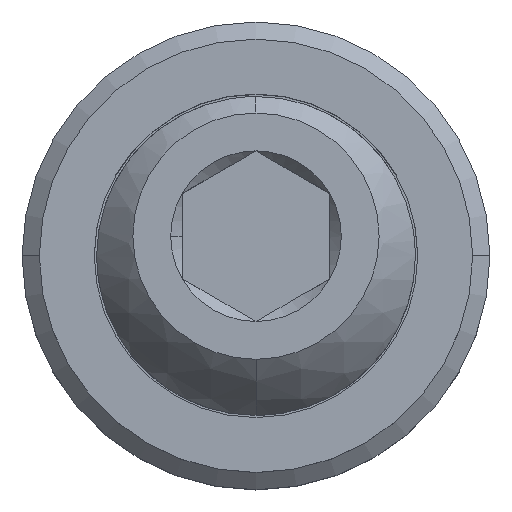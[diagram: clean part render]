
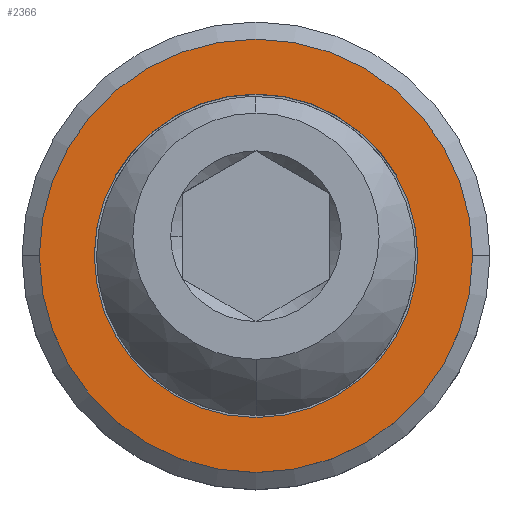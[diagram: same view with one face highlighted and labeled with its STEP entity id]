
A CAD part, top view. The second image highlights one B-rep face of the part: STEP entity #2366.
In plain terms, the highlighted planar face has unit normal (0, 0, 1).
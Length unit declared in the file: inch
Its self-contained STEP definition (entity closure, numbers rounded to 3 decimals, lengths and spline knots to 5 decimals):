
#33 = DIRECTION ( 'NONE',  ( 1., 0., 0. ) ) ;
#42 = AXIS2_PLACEMENT_3D ( 'NONE', #4542, #5425, #3697 ) ;
#250 = EDGE_LOOP ( 'NONE', ( #2781, #4290 ) ) ;
#368 = CARTESIAN_POINT ( 'NONE',  ( 0., 0., 0. ) ) ;
#526 = EDGE_CURVE ( 'NONE', #4534, #941, #2263, .T. ) ;
#591 = CARTESIAN_POINT ( 'NONE',  ( 0.55, 0., 0. ) ) ;
#791 = DIRECTION ( 'NONE',  ( 1., 0., 0. ) ) ;
#803 = EDGE_CURVE ( 'NONE', #941, #4534, #4078, .T. ) ;
#865 = DIRECTION ( 'NONE',  ( 1., 0., 0. ) ) ;
#941 = VERTEX_POINT ( 'NONE', #2931 ) ;
#1426 = ORIENTED_EDGE ( 'NONE', *, *, #3620, .F. ) ;
#1776 = CIRCLE ( 'NONE', #2178, 0.4105 ) ;
#1841 = AXIS2_PLACEMENT_3D ( 'NONE', #4760, #3473, #865 ) ;
#1876 = AXIS2_PLACEMENT_3D ( 'NONE', #5222, #2620, #33 ) ;
#2069 = CIRCLE ( 'NONE', #1876, 0.4105 ) ;
#2178 = AXIS2_PLACEMENT_3D ( 'NONE', #368, #3402, #791 ) ;
#2263 = CIRCLE ( 'NONE', #42, 0.55 ) ;
#2366 = ADVANCED_FACE ( 'NONE', ( #3129, #5430 ), #3037, .T. ) ;
#2452 = DIRECTION ( 'NONE',  ( 1., 0., 0. ) ) ;
#2620 = DIRECTION ( 'NONE',  ( 0., 0., 1. ) ) ;
#2778 = CARTESIAN_POINT ( 'NONE',  ( 0.4105, 0., 0. ) ) ;
#2781 = ORIENTED_EDGE ( 'NONE', *, *, #526, .T. ) ;
#2931 = CARTESIAN_POINT ( 'NONE',  ( -0.55, 0., 0. ) ) ;
#3037 = PLANE ( 'NONE',  #1841 ) ;
#3129 = FACE_OUTER_BOUND ( 'NONE', #250, .T. ) ;
#3165 = AXIS2_PLACEMENT_3D ( 'NONE', #4601, #5045, #2452 ) ;
#3402 = DIRECTION ( 'NONE',  ( 0., 0., 1. ) ) ;
#3473 = DIRECTION ( 'NONE',  ( 0., 0., 1. ) ) ;
#3518 = CARTESIAN_POINT ( 'NONE',  ( -0.4105, 0., 0. ) ) ;
#3620 = EDGE_CURVE ( 'NONE', #5019, #4411, #2069, .T. ) ;
#3697 = DIRECTION ( 'NONE',  ( 1., 0., 0. ) ) ;
#4078 = CIRCLE ( 'NONE', #3165, 0.55 ) ;
#4109 = EDGE_LOOP ( 'NONE', ( #4518, #1426 ) ) ;
#4290 = ORIENTED_EDGE ( 'NONE', *, *, #803, .T. ) ;
#4411 = VERTEX_POINT ( 'NONE', #2778 ) ;
#4518 = ORIENTED_EDGE ( 'NONE', *, *, #4852, .F. ) ;
#4534 = VERTEX_POINT ( 'NONE', #591 ) ;
#4542 = CARTESIAN_POINT ( 'NONE',  ( 0., 0., 0. ) ) ;
#4601 = CARTESIAN_POINT ( 'NONE',  ( 0., 0., 0. ) ) ;
#4760 = CARTESIAN_POINT ( 'NONE',  ( 0.4105, 0., 0. ) ) ;
#4852 = EDGE_CURVE ( 'NONE', #4411, #5019, #1776, .T. ) ;
#5019 = VERTEX_POINT ( 'NONE', #3518 ) ;
#5045 = DIRECTION ( 'NONE',  ( 0., 0., 1. ) ) ;
#5222 = CARTESIAN_POINT ( 'NONE',  ( 0., 0., 0. ) ) ;
#5425 = DIRECTION ( 'NONE',  ( 0., 0., 1. ) ) ;
#5430 = FACE_BOUND ( 'NONE', #4109, .T. ) ;
